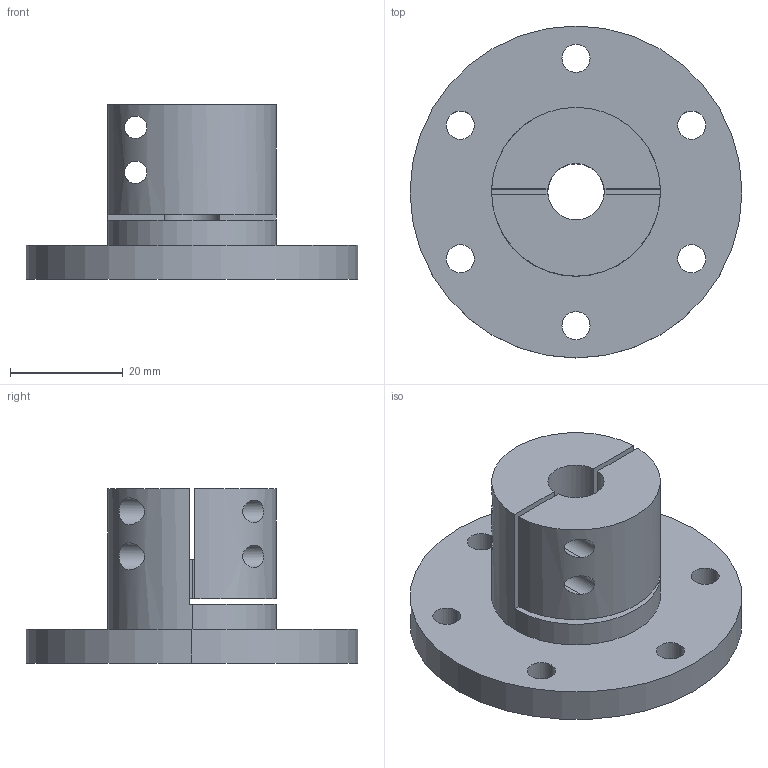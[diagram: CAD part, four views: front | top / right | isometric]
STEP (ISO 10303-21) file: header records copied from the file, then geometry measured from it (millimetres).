
FILE_DESCRIPTION (( 'STEP AP214' ), '1' );
FILE_NAME ('EasyMech Anti Slip Motor Coupling 10mm Internal Dia (ID).STEP', '2022-07-30T10:59:15', ( '' ), ( '' ), 'SwSTEP 2.0', 'SolidWorks 2021', '' );
FILE_SCHEMA (( 'AUTOMOTIVE_DESIGN' ));
Length unit declared in the file: millimetre
Products named in the file (1): EasyMech Anti Slip Motor Coupling 10mm Internal Dia (ID)
Bounding box: 59 x 59 x 31 mm (x, y, z)
Volume: 29668.2 mm3; surface area: 11686.9 mm2
Topology: 1 solids, 1 shells, 46 faces, 126 edges, 84 vertices
Faces by surface type: cylinder 32, plane 14
Entity records: 1786 total; most frequent: CARTESIAN_POINT 485, DIRECTION 278, ORIENTED_EDGE 252, EDGE_CURVE 126, AXIS2_PLACEMENT_3D 113, VERTEX_POINT 84, EDGE_LOOP 70, CIRCLE 66
